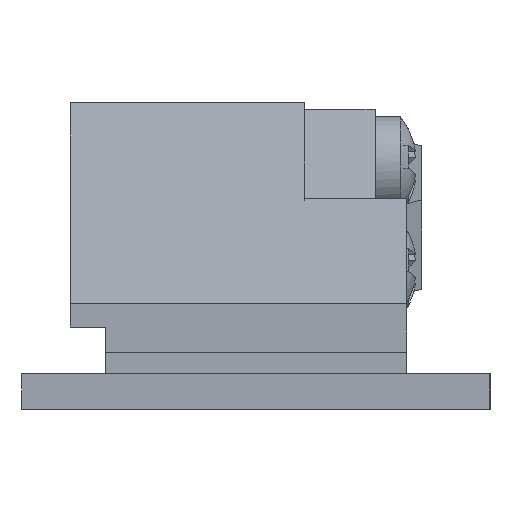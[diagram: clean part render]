
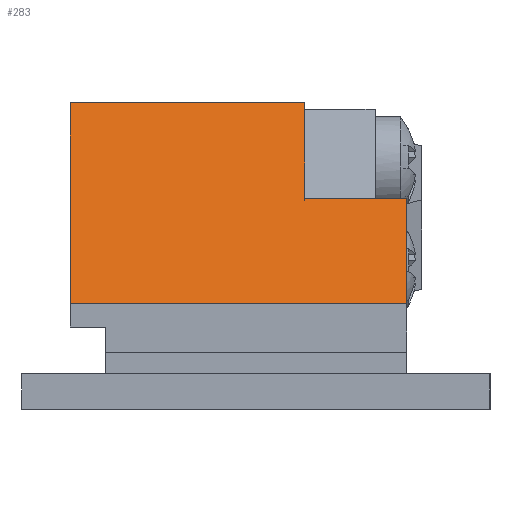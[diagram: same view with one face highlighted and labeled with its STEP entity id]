
A CAD part, left-side view. The second image highlights one B-rep face of the part: STEP entity #283.
In plain terms, the highlighted planar face has unit normal (-0.966, 0, 0.259).
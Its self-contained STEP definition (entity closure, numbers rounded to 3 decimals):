
#283=ADVANCED_FACE('',(#659),#473,.T.);
#473=PLANE('',#4024);
#659=FACE_OUTER_BOUND('',#856,.T.);
#856=EDGE_LOOP('',(#1421,#1422,#1423,#1424,#1425,#1426));
#1421=ORIENTED_EDGE('',*,*,#2706,.T.);
#1422=ORIENTED_EDGE('',*,*,#2707,.F.);
#1423=ORIENTED_EDGE('',*,*,#2708,.T.);
#1424=ORIENTED_EDGE('',*,*,#2705,.T.);
#1425=ORIENTED_EDGE('',*,*,#2709,.F.);
#1426=ORIENTED_EDGE('',*,*,#2710,.T.);
#2262=VERTEX_POINT('',#5796);
#2264=VERTEX_POINT('',#5800);
#2265=VERTEX_POINT('',#5804);
#2266=VERTEX_POINT('',#5805);
#2267=VERTEX_POINT('',#5807);
#2268=VERTEX_POINT('',#5810);
#2705=EDGE_CURVE('',#2262,#2264,#3209,.T.);
#2706=EDGE_CURVE('',#2265,#2266,#3210,.T.);
#2707=EDGE_CURVE('',#2267,#2266,#3211,.T.);
#2708=EDGE_CURVE('',#2267,#2262,#3212,.T.);
#2709=EDGE_CURVE('',#2268,#2264,#3213,.T.);
#2710=EDGE_CURVE('',#2268,#2265,#3214,.T.);
#3209=LINE('',#5801,#3651);
#3210=LINE('',#5803,#3652);
#3211=LINE('',#5806,#3653);
#3212=LINE('',#5808,#3654);
#3213=LINE('',#5809,#3655);
#3214=LINE('',#5811,#3656);
#3651=VECTOR('',#4697,1.);
#3652=VECTOR('',#4700,1.);
#3653=VECTOR('',#4701,1.);
#3654=VECTOR('',#4702,1.);
#3655=VECTOR('',#4703,1.);
#3656=VECTOR('',#4704,1.);
#4024=AXIS2_PLACEMENT_3D('',#5812,#4705,#4706);
#4697=DIRECTION('',(0.,-1.,0.));
#4700=DIRECTION('',(0.259,0.,0.966));
#4701=DIRECTION('',(0.,-1.,0.));
#4702=DIRECTION('',(-0.259,0.,-0.966));
#4703=DIRECTION('',(-0.259,0.,-0.966));
#4704=DIRECTION('',(0.,1.,0.));
#4705=DIRECTION('',(-0.966,0.,0.259));
#4706=DIRECTION('',(-0.259,0.,-0.966));
#5796=CARTESIAN_POINT('',(10.274,-2.05,4.5));
#5800=CARTESIAN_POINT('',(10.274,-16.4,4.5));
#5801=CARTESIAN_POINT('',(10.274,-2.05,4.5));
#5803=CARTESIAN_POINT('',(11.479,-12.05,8.996));
#5804=CARTESIAN_POINT('',(11.479,-12.05,8.996));
#5805=CARTESIAN_POINT('',(12.566,-12.05,13.053));
#5806=CARTESIAN_POINT('',(12.566,-2.05,13.053));
#5807=CARTESIAN_POINT('',(12.566,-2.05,13.053));
#5808=CARTESIAN_POINT('',(12.566,-2.05,13.053));
#5809=CARTESIAN_POINT('',(11.479,-16.4,8.996));
#5810=CARTESIAN_POINT('',(11.479,-16.4,8.996));
#5811=CARTESIAN_POINT('',(11.479,-16.4,8.996));
#5812=CARTESIAN_POINT('',(12.566,-2.05,13.053));
